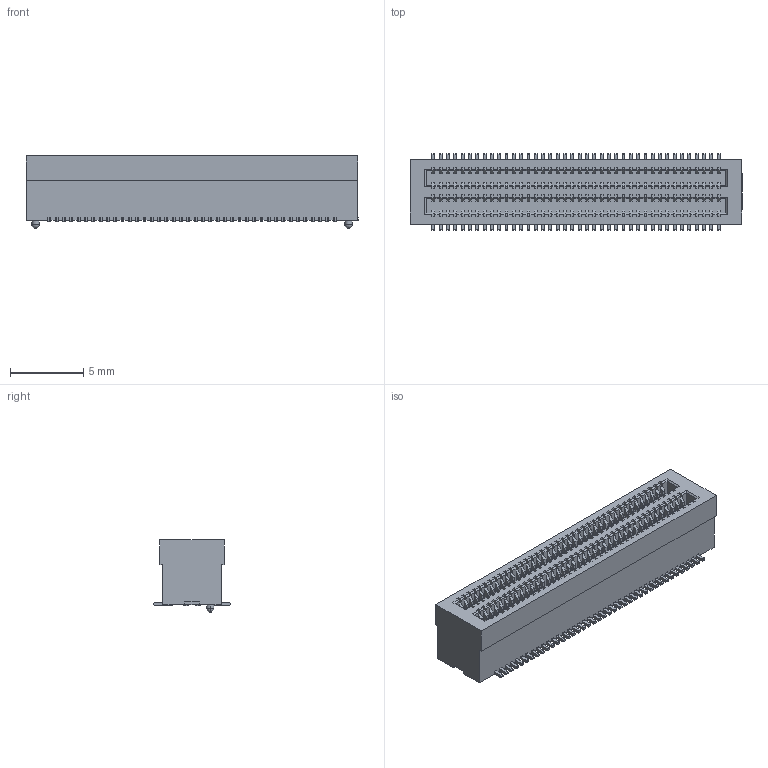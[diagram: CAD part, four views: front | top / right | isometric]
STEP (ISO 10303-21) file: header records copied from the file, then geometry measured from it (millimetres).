
FILE_DESCRIPTION (( 'STEP AP214' ), '1' );
FILE_NAME ('FBB05002-F80S1003K6MH45-REF.STEP', '2026-03-05T07:46:25', ( '' ), ( '' ), 'SwSTEP 2.0', 'SolidWorks 2021', '' );
FILE_SCHEMA (( 'AUTOMOTIVE_DESIGN' ));
Length unit declared in the file: millimetre
Products named in the file (1): FBB05002-F80S1003K6MH45-REF
Bounding box: 22.7 x 5.2 x 4.95 mm (x, y, z)
Volume: 329.6 mm3; surface area: 752.6 mm2
Topology: 1 solids, 1 shells, 3328 faces, 9084 edges, 5838 vertices
Faces by surface type: plane 3320, cylinder 4, sphere 4
Entity records: 102046 total; most frequent: CARTESIAN_POINT 18239, ORIENTED_EDGE 18152, DIRECTION 15746, EDGE_CURVE 9076, LINE 9064, VECTOR 9064, VERTEX_POINT 5834, EDGE_LOOP 3412
